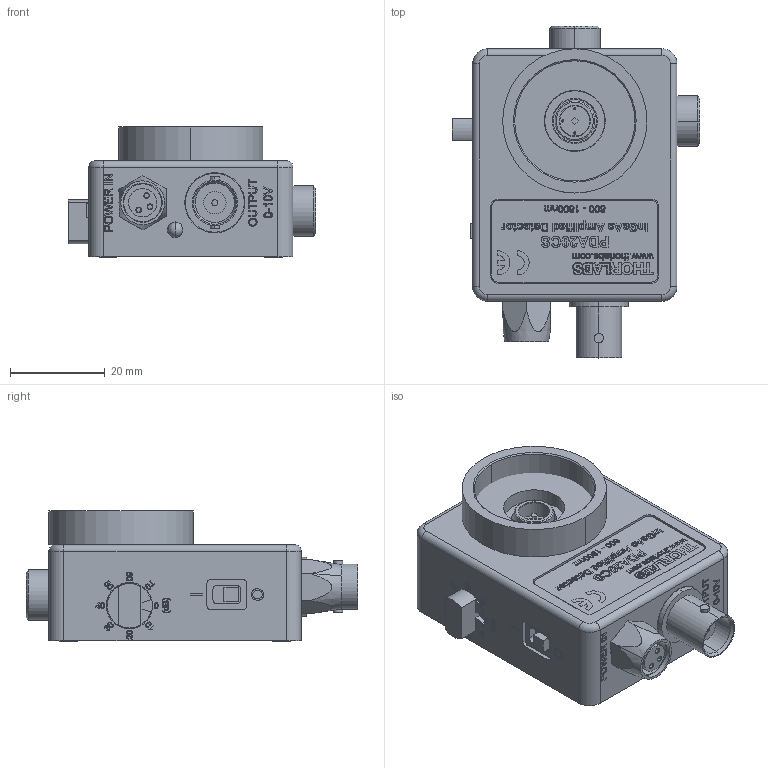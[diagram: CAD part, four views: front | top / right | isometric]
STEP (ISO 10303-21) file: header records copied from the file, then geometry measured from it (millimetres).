
FILE_DESCRIPTION (( 'STEP AP214' ), '1' );
FILE_NAME ('23153-E0W.STEP', '2012-06-08T19:08:47', ( 'Admin' ), ( '' ), 'SwSTEP 2.0', 'SolidWorks 2011', '' );
FILE_SCHEMA (( 'AUTOMOTIVE_DESIGN' ));
Length unit declared in the file: inch
Products named in the file (18): 13053-001_Etching; 23155-002_PDA20CS-LB1; 23153-E0W; pcb; GH7257-ND_button; Board; BNC Nut; RKMF3; SH2S019-1_HX-SHCS 0.086-56x0.188x0.188-N; 13054-009; BNC_PMt; PFH2S025-1_CR-FHMS 0.086-56x0.25x0.25-N; T1 LED_Green Short Leads; switch_Off; LM1XY-10_Metric; FGA21; 13054-007; SM1T1
Assembly tree (23 placements, depth 2):
  23153-E0W
    BNC_PMt
    BNC Nut
    13054-007
    PFH2S025-1_CR-FHMS 0.086-56x0.25x0.25-N  x4
    T1 LED_Green Short Leads
    SH2S019-1_HX-SHCS 0.086-56x0.188x0.188-N  x3
    FGA21
    Board
    switch_Off
    LM1XY-10_Metric  x2
    pcb
    SM1T1
    13054-009
    RKMF3
    23155-002_PDA20CS-LB1
    13053-001_Etching
    GH7257-ND_button
Bounding box: 52.32 x 70.13 x 27.47 mm (x, y, z)
Volume: 25657.6 mm3; surface area: 31537.6 mm2
Topology: 24 solids, 24 shells, 2310 faces, 5937 edges, 3885 vertices
Faces by surface type: plane 1156, bspline 697, cylinder 351, cone 82, torus 22, sphere 2
Entity records: 123121 total; most frequent: CARTESIAN_POINT 50889, ORIENTED_EDGE 11270, DIRECTION 7967, EDGE_CURVE 5635, VERTEX_POINT 3724, VECTOR 3485, LINE 3485, EDGE_LOOP 2501
